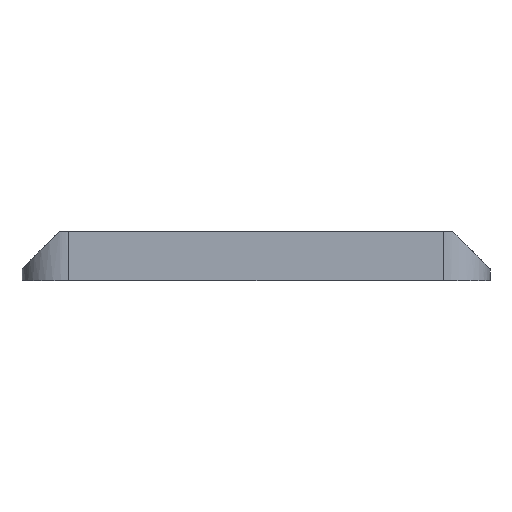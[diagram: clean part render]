
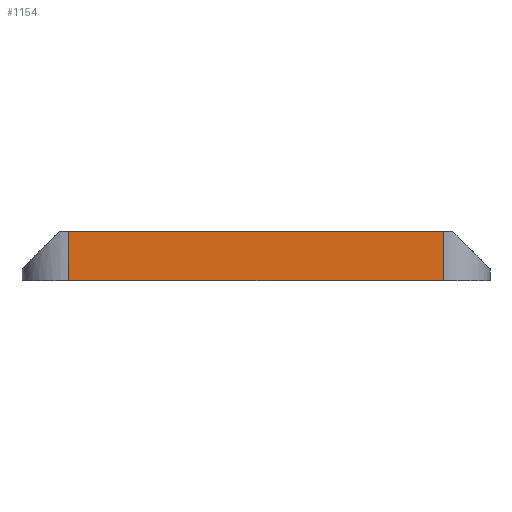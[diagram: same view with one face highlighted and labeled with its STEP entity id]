
A CAD part, left-side view. The second image highlights one B-rep face of the part: STEP entity #1154.
In plain terms, the highlighted planar face has unit normal (-1, 0, 0).
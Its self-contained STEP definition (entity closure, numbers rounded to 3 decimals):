
#45=PLANE('',#1269);
#92=FACE_OUTER_BOUND('',#152,.T.);
#152=EDGE_LOOP('',(#872,#873,#874,#875));
#254=LINE('',#1867,#364);
#255=LINE('',#1871,#365);
#256=LINE('',#1873,#366);
#257=LINE('',#1874,#367);
#364=VECTOR('',#1510,10.);
#365=VECTOR('',#1515,10.);
#366=VECTOR('',#1516,10.);
#367=VECTOR('',#1517,10.);
#540=VERTEX_POINT('',#1864);
#541=VERTEX_POINT('',#1866);
#542=VERTEX_POINT('',#1870);
#543=VERTEX_POINT('',#1872);
#676=EDGE_CURVE('',#540,#541,#254,.T.);
#678=EDGE_CURVE('',#542,#540,#255,.T.);
#679=EDGE_CURVE('',#543,#542,#256,.T.);
#680=EDGE_CURVE('',#543,#541,#257,.T.);
#872=ORIENTED_EDGE('',*,*,#676,.F.);
#873=ORIENTED_EDGE('',*,*,#678,.F.);
#874=ORIENTED_EDGE('',*,*,#679,.F.);
#875=ORIENTED_EDGE('',*,*,#680,.T.);
#1154=ADVANCED_FACE('',(#92),#45,.T.);
#1269=AXIS2_PLACEMENT_3D('',#1869,#1513,#1514);
#1510=DIRECTION('',(0.,0.,1.));
#1513=DIRECTION('center_axis',(-1.,0.,0.));
#1514=DIRECTION('ref_axis',(0.,-1.,0.));
#1515=DIRECTION('',(0.,1.,0.));
#1516=DIRECTION('',(0.,0.,-1.));
#1517=DIRECTION('',(0.,1.,0.));
#1864=CARTESIAN_POINT('',(-40.,16.,0.));
#1866=CARTESIAN_POINT('',(-40.,16.,4.2));
#1867=CARTESIAN_POINT('',(-40.,16.,0.));
#1869=CARTESIAN_POINT('Origin',(-40.,20.,0.));
#1870=CARTESIAN_POINT('',(-40.,-16.,0.));
#1871=CARTESIAN_POINT('',(-40.,-20.,0.));
#1872=CARTESIAN_POINT('',(-40.,-16.,4.2));
#1873=CARTESIAN_POINT('',(-40.,-16.,0.));
#1874=CARTESIAN_POINT('',(-40.,0.,4.2));
